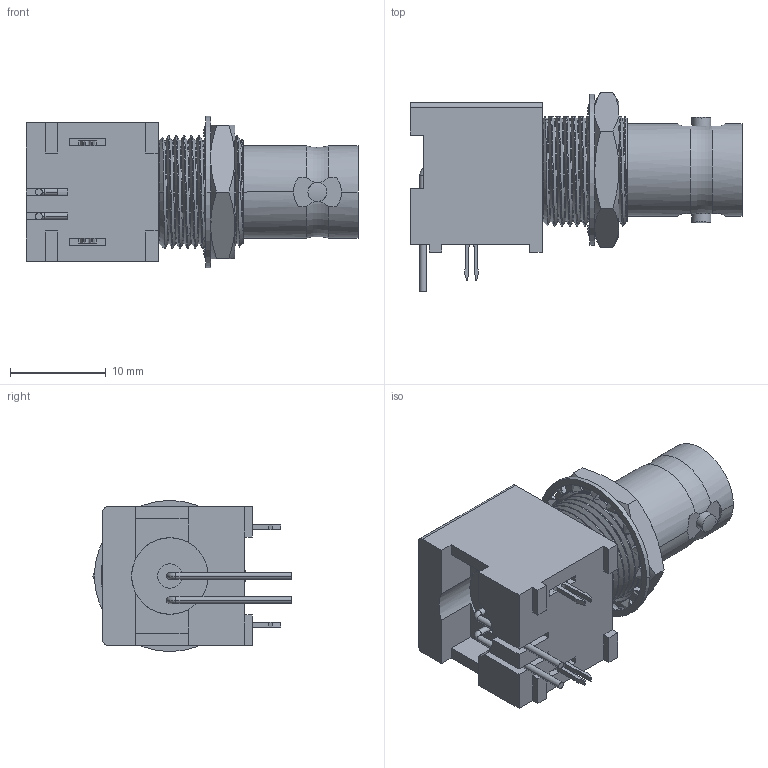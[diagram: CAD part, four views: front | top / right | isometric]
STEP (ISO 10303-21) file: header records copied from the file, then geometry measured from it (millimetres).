
FILE_DESCRIPTION((''),'2;1');
FILE_NAME('31-5431-10RFX_SW0002','2021-09-29T11:23:54',('Madhan'),(''),'CREO PARAMETRIC BY PTC INC, 2019444','CREO PARAMETRIC BY PTC INC, 2019444','');
FILE_SCHEMA(('CONFIG_CONTROL_DESIGN'));
Length unit declared in the file: millimetre
Products named in the file (1): 31-5431-10RFX_SW0002
Bounding box: 34.7 x 20.78 x 15.8 mm (x, y, z)
Volume: 4129.8 mm3; surface area: 3274.9 mm2
Topology: 1 solids, 1 shells, 353 faces, 1103 edges, 731 vertices
Faces by surface type: plane 168, bspline 76, cylinder 71, cone 32, torus 6
Entity records: 24337 total; most frequent: CARTESIAN_POINT 15089, ORIENTED_EDGE 2202, DIRECTION 1547, EDGE_CURVE 1101, VERTEX_POINT 731, VECTOR 609, LINE 609, AXIS2_PLACEMENT_3D 469
